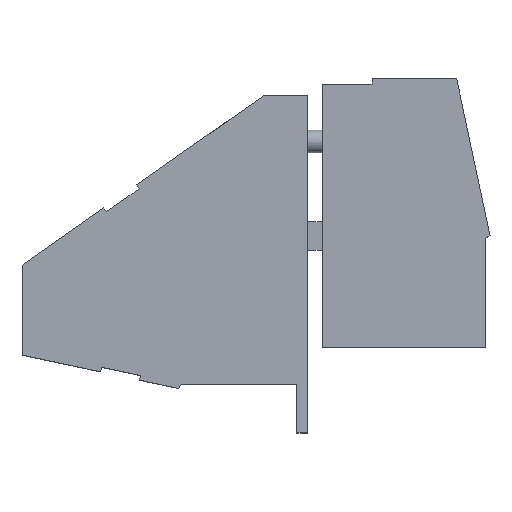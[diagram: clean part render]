
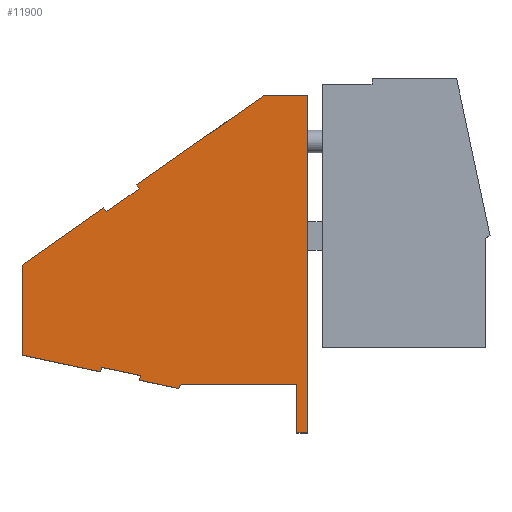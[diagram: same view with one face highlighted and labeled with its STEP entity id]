
A CAD part, top view. The second image highlights one B-rep face of the part: STEP entity #11900.
In plain terms, the highlighted face is planar.
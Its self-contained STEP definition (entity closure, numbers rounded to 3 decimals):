
#60=CARTESIAN_POINT('',(0.,90.148,-12.5));
#70=DIRECTION('',(-1.,0.,0.));
#80=VECTOR('',#70,1.);
#90=LINE('',#60,#80);
#100=CARTESIAN_POINT('',(-87.773,90.148,-12.5));
#110=VERTEX_POINT('',#100);
#120=CARTESIAN_POINT('',(-90.773,90.148,-12.5));
#130=VERTEX_POINT('',#120);
#140=EDGE_CURVE('',#110,#130,#90,.T.);
#2710=CARTESIAN_POINT('',(-43.669,158.408,-12.5));
#2720=VERTEX_POINT('',#2710);
#2800=CARTESIAN_POINT('',(-78.858,183.048,-12.5));
#2810=VERTEX_POINT('',#2800);
#2840=CARTESIAN_POINT('',(0.,127.831,-12.5));
#2850=DIRECTION('',(-0.819,0.574,0.));
#2860=VECTOR('',#2850,1.);
#2870=LINE('',#2840,#2860);
#2880=EDGE_CURVE('',#2720,#2810,#2870,.T.);
#3020=CARTESIAN_POINT('',(-33.784,106.953,-12.5));
#3030=VERTEX_POINT('',#3020);
#3060=CARTESIAN_POINT('',(-11.05,0.,-12.5));
#3070=DIRECTION('',(0.208,-0.978,0.));
#3080=VECTOR('',#3070,1.);
#3090=LINE('',#3060,#3080);
#3100=CARTESIAN_POINT('',(-34.054,108.224,-12.5));
#3110=VERTEX_POINT('',#3100);
#3120=EDGE_CURVE('',#3110,#3030,#3090,.T.);
#3850=CARTESIAN_POINT('',(-90.773,0.,-12.5));
#3860=DIRECTION('',(0.,-1.,0.));
#3870=VECTOR('',#3860,1.);
#3880=LINE('',#3850,#3870);
#3890=CARTESIAN_POINT('',(-90.773,183.048,-12.5));
#3900=VERTEX_POINT('',#3890);
#3910=EDGE_CURVE('',#3900,#130,#3880,.T.);
#10130=CARTESIAN_POINT('',(-1196.944,964.354,-12.5));
#10140=DIRECTION('',(-0.819,0.574,0.));
#10150=VECTOR('',#10140,1.);
#10160=LINE('',#10130,#10150);
#10170=CARTESIAN_POINT('',(-35.404,151.034,-12.5));
#10180=VERTEX_POINT('',#10170);
#10190=CARTESIAN_POINT('',(-44.414,157.344,-12.5));
#10200=VERTEX_POINT('',#10190);
#10210=EDGE_CURVE('',#10180,#10200,#10160,.T.);
#10480=CARTESIAN_POINT('',(-34.658,152.099,-12.5));
#10490=VERTEX_POINT('',#10480);
#10540=CARTESIAN_POINT('',(-141.159,0.,-12.5));
#10550=DIRECTION('',(-0.574,-0.819,0.));
#10560=VECTOR('',#10550,1.);
#10570=LINE('',#10540,#10560);
#10580=EDGE_CURVE('',#10490,#10180,#10570,.T.);
#10720=CARTESIAN_POINT('',(-12.163,136.348,-12.5));
#10730=VERTEX_POINT('',#10720);
#10780=CARTESIAN_POINT('',(0.,127.831,-12.5));
#10790=DIRECTION('',(-0.819,0.574,0.));
#10800=VECTOR('',#10790,1.);
#10810=LINE('',#10780,#10800);
#10820=EDGE_CURVE('',#10730,#10490,#10810,.T.);
#10970=CARTESIAN_POINT('',(-12.163,111.548,-12.5));
#10980=VERTEX_POINT('',#10970);
#11010=CARTESIAN_POINT('',(0.,114.134,-12.5));
#11020=DIRECTION('',(0.978,0.208,0.));
#11030=VECTOR('',#11020,1.);
#11040=LINE('',#11010,#11030);
#11050=EDGE_CURVE('',#3030,#10980,#11040,.T.);
#11110=CARTESIAN_POINT('',(-1196.944,349.198,-12.5));
#11120=DIRECTION('',(0.,0.,-1.));
#11130=DIRECTION('',(-1.,0.,0.));
#11140=AXIS2_PLACEMENT_3D('',#11110,#11120,#11130);
#11150=PLANE('',#11140);
#11160=CARTESIAN_POINT('',(0.,114.134,-12.5));
#11170=DIRECTION('',(0.978,0.208,0.));
#11180=VECTOR('',#11170,1.);
#11190=LINE('',#11160,#11180);
#11200=CARTESIAN_POINT('',(-55.285,102.382,-12.5));
#11210=VERTEX_POINT('',#11200);
#11220=CARTESIAN_POINT('',(-44.543,104.666,-12.5));
#11230=VERTEX_POINT('',#11220);
#11240=EDGE_CURVE('',#11210,#11230,#11190,.T.);
#11250=ORIENTED_EDGE('',*,*,#11240,.F.);
#11260=CARTESIAN_POINT('',(-22.296,0.,-12.5));
#11270=DIRECTION('',(-0.208,0.978,0.));
#11280=VECTOR('',#11270,1.);
#11290=LINE('',#11260,#11280);
#11300=CARTESIAN_POINT('',(-44.813,105.937,-12.5));
#11310=VERTEX_POINT('',#11300);
#11320=EDGE_CURVE('',#11230,#11310,#11290,.T.);
#11330=ORIENTED_EDGE('',*,*,#11320,.F.);
#11340=CARTESIAN_POINT('',(-1196.944,-138.956,-12.5));
#11350=DIRECTION('',(0.978,0.208,0.));
#11360=VECTOR('',#11350,1.);
#11370=LINE('',#11340,#11360);
#11380=EDGE_CURVE('',#11310,#3110,#11370,.T.);
#11390=ORIENTED_EDGE('',*,*,#11380,.F.);
#11400=ORIENTED_EDGE('',*,*,#3120,.F.);
#11410=ORIENTED_EDGE('',*,*,#11050,.F.);
#11420=CARTESIAN_POINT('',(-12.163,0.,-12.5));
#11430=DIRECTION('',(0.,1.,0.));
#11440=VECTOR('',#11430,1.);
#11450=LINE('',#11420,#11440);
#11460=EDGE_CURVE('',#10980,#10730,#11450,.T.);
#11470=ORIENTED_EDGE('',*,*,#11460,.F.);
#11480=ORIENTED_EDGE('',*,*,#10820,.F.);
#11490=ORIENTED_EDGE('',*,*,#10580,.F.);
#11500=ORIENTED_EDGE('',*,*,#10210,.F.);
#11510=CARTESIAN_POINT('',(-154.587,0.,-12.5));
#11520=DIRECTION('',(0.574,0.819,0.));
#11530=VECTOR('',#11520,1.);
#11540=LINE('',#11510,#11530);
#11550=EDGE_CURVE('',#10200,#2720,#11540,.T.);
#11560=ORIENTED_EDGE('',*,*,#11550,.F.);
#11570=ORIENTED_EDGE('',*,*,#2880,.F.);
#11580=CARTESIAN_POINT('',(0.,183.048,-12.5));
#11590=DIRECTION('',(-1.,0.,0.));
#11600=VECTOR('',#11590,1.);
#11610=LINE('',#11580,#11600);
#11620=EDGE_CURVE('',#2810,#3900,#11610,.T.);
#11630=ORIENTED_EDGE('',*,*,#11620,.F.);
#11640=ORIENTED_EDGE('',*,*,#3910,.F.);
#11650=ORIENTED_EDGE('',*,*,#140,.T.);
#11660=CARTESIAN_POINT('',(-87.773,349.198,-12.5));
#11670=DIRECTION('',(0.,1.,0.));
#11680=VECTOR('',#11670,1.);
#11690=LINE('',#11660,#11680);
#11700=CARTESIAN_POINT('',(-87.773,103.548,-12.5));
#11710=VERTEX_POINT('',#11700);
#11720=EDGE_CURVE('',#110,#11710,#11690,.T.);
#11730=ORIENTED_EDGE('',*,*,#11720,.F.);
#11740=CARTESIAN_POINT('',(-1196.944,103.548,-12.5));
#11750=DIRECTION('',(1.,0.,0.));
#11760=VECTOR('',#11750,1.);
#11770=LINE('',#11740,#11760);
#11780=CARTESIAN_POINT('',(-55.958,103.548,-12.5));
#11790=VERTEX_POINT('',#11780);
#11800=EDGE_CURVE('',#11710,#11790,#11770,.T.);
#11810=ORIENTED_EDGE('',*,*,#11800,.F.);
#11820=CARTESIAN_POINT('',(3.825,0.,-12.5));
#11830=DIRECTION('',(-0.5,0.866,0.));
#11840=VECTOR('',#11830,1.);
#11850=LINE('',#11820,#11840);
#11860=EDGE_CURVE('',#11210,#11790,#11850,.T.);
#11870=ORIENTED_EDGE('',*,*,#11860,.T.);
#11880=EDGE_LOOP('',(#11870,#11810,#11730,#11650,#11640,#11630,#11570,
#11560,#11500,#11490,#11480,#11470,#11410,#11400,#11390,#11330,#11250));
#11890=FACE_OUTER_BOUND('',#11880,.T.);
#11900=ADVANCED_FACE('',(#11890),#11150,.T.);
